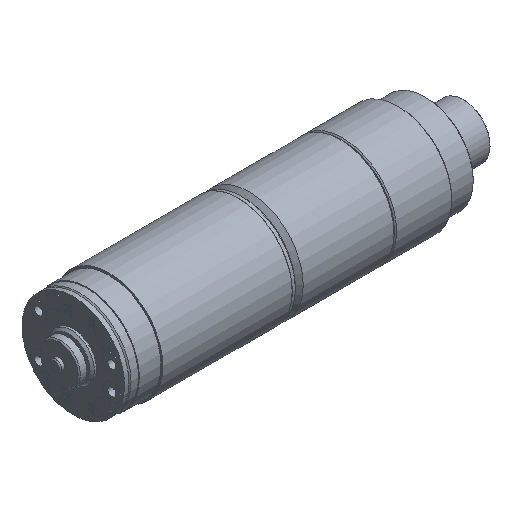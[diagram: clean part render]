
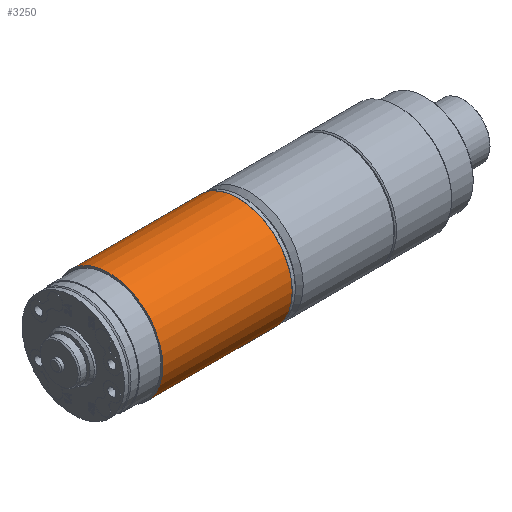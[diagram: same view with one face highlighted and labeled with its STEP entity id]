
A CAD part, isometric view. The second image highlights one B-rep face of the part: STEP entity #3250.
In plain terms, the highlighted cylindrical face has radius 5 mm (diameter 10 mm), a full revolution.
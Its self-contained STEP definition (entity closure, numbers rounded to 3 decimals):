
#640=CYLINDRICAL_SURFACE('',#3493,5.);
#694=FACE_BOUND('',#1119,.T.);
#884=FACE_OUTER_BOUND('',#1118,.T.);
#1118=EDGE_LOOP('',(#2725));
#1119=EDGE_LOOP('',(#2726));
#1255=CIRCLE('',#3492,5.);
#1256=CIRCLE('',#3494,5.);
#1544=VERTEX_POINT('',#6780);
#1545=VERTEX_POINT('',#6783);
#1950=EDGE_CURVE('',#1544,#1544,#1255,.T.);
#1951=EDGE_CURVE('',#1545,#1545,#1256,.T.);
#2725=ORIENTED_EDGE('',*,*,#1951,.F.);
#2726=ORIENTED_EDGE('',*,*,#1950,.T.);
#3250=ADVANCED_FACE('',(#884,#694),#640,.T.);
#3492=AXIS2_PLACEMENT_3D('',#6781,#4220,#4221);
#3493=AXIS2_PLACEMENT_3D('',#6782,#4222,#4223);
#3494=AXIS2_PLACEMENT_3D('',#6784,#4224,#4225);
#4220=DIRECTION('center_axis',(-1.,0.,0.));
#4221=DIRECTION('ref_axis',(0.,-1.,0.));
#4222=DIRECTION('center_axis',(-1.,0.,0.));
#4223=DIRECTION('ref_axis',(0.,-1.,0.));
#4224=DIRECTION('center_axis',(-1.,0.,0.));
#4225=DIRECTION('ref_axis',(0.,-1.,0.));
#6780=CARTESIAN_POINT('',(-1.136,-5.,0.));
#6781=CARTESIAN_POINT('Origin',(-1.136,0.,
0.));
#6782=CARTESIAN_POINT('Origin',(-7.136,0.,
0.));
#6783=CARTESIAN_POINT('',(-13.136,-5.,0.));
#6784=CARTESIAN_POINT('Origin',(-13.136,0.,
0.));
